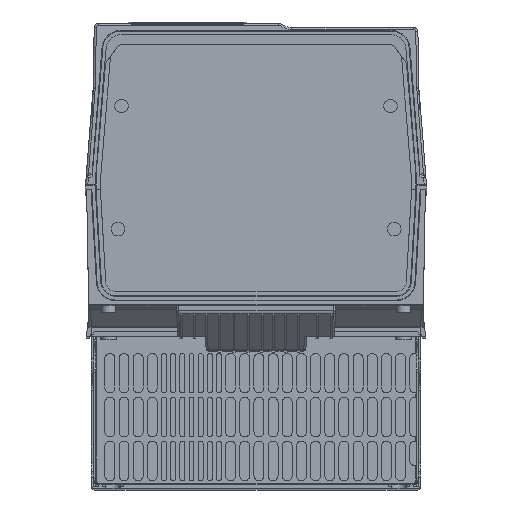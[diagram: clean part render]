
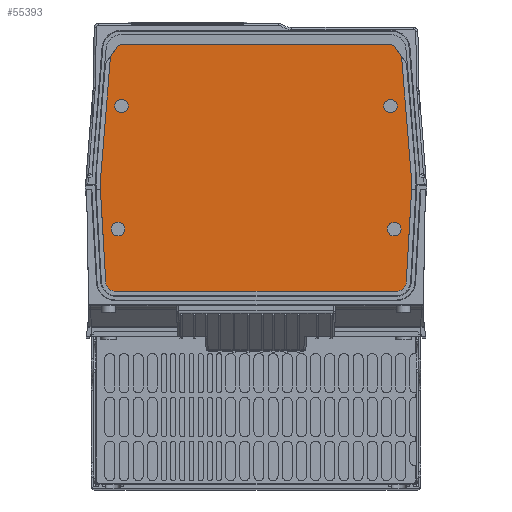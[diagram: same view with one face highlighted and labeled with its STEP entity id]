
A CAD part, top view. The second image highlights one B-rep face of the part: STEP entity #55393.
In plain terms, the highlighted planar face has unit normal (0, 0, 1).
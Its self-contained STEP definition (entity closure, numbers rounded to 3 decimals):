
#11891=CARTESIAN_POINT('',(3.712,7.835,6.457));
#11892=DIRECTION('',(0.,0.,-1.));
#11893=DIRECTION('',(0.,1.,0.));
#11894=AXIS2_PLACEMENT_3D('',#11891,#11892,#11893);
#11896=DIRECTION('',(0.081,-0.997,0.));
#11897=VECTOR('',#11896,3.716);
#11898=CARTESIAN_POINT('',(3.987,7.857,6.457));
#11899=LINE('',#11898,#11897);
#11900=CARTESIAN_POINT('',(4.015,4.131,6.457));
#11901=DIRECTION('',(0.,0.,-1.));
#11902=DIRECTION('',(0.997,0.081,0.));
#11903=AXIS2_PLACEMENT_3D('',#11900,#11901,#11902);
#11905=DIRECTION('',(-0.058,-0.998,0.));
#11906=VECTOR('',#11905,2.678);
#11907=CARTESIAN_POINT('',(4.29,4.115,6.457));
#11908=LINE('',#11907,#11906);
#11909=CARTESIAN_POINT('',(3.86,1.457,6.457));
#11910=DIRECTION('',(0.,0.,-1.));
#11911=DIRECTION('',(0.998,-0.058,0.));
#11912=AXIS2_PLACEMENT_3D('',#11909,#11910,#11911);
#11914=DIRECTION('',(-1.,0.,0.));
#11915=VECTOR('',#11914,7.721);
#11916=CARTESIAN_POINT('',(3.86,1.181,6.457));
#11917=LINE('',#11916,#11915);
#11918=CARTESIAN_POINT('',(-3.86,1.457,
6.457));
#11919=DIRECTION('',(0.,0.,-1.));
#11920=DIRECTION('',(0.,-1.,0.));
#11921=AXIS2_PLACEMENT_3D('',#11918,#11919,#11920);
#11923=DIRECTION('',(-0.058,0.998,0.));
#11924=VECTOR('',#11923,2.678);
#11925=CARTESIAN_POINT('',(-4.136,1.441,
6.457));
#11926=LINE('',#11925,#11924);
#11927=CARTESIAN_POINT('',(-4.015,4.131,
6.457));
#11928=DIRECTION('',(0.,0.,-1.));
#11929=DIRECTION('',(-0.998,-0.058,0.));
#11930=AXIS2_PLACEMENT_3D('',#11927,#11928,#11929);
#11932=DIRECTION('',(0.081,0.997,0.));
#11933=VECTOR('',#11932,3.716);
#11934=CARTESIAN_POINT('',(-4.289,4.153,
6.457));
#11935=LINE('',#11934,#11933);
#11936=CARTESIAN_POINT('',(-3.712,7.835,
6.457));
#11937=DIRECTION('',(0.,0.,-1.));
#11938=DIRECTION('',(-0.997,0.081,0.));
#11939=AXIS2_PLACEMENT_3D('',#11936,#11937,#11938);
#11941=DIRECTION('',(1.,0.,0.));
#11942=VECTOR('',#11941,7.424);
#11943=CARTESIAN_POINT('',(-3.712,8.11,
6.457));
#11944=LINE('',#11943,#11942);
#11945=CARTESIAN_POINT('',(-3.701,6.28,
6.457));
#11946=DIRECTION('',(0.,0.,1.));
#11947=DIRECTION('',(1.,0.,0.));
#11948=AXIS2_PLACEMENT_3D('',#11945,#11946,#11947);
#11950=CARTESIAN_POINT('',(-3.701,6.28,
6.457));
#11951=DIRECTION('',(0.,0.,1.));
#11952=DIRECTION('',(-1.,0.,0.));
#11953=AXIS2_PLACEMENT_3D('',#11950,#11951,#11952);
#11955=CARTESIAN_POINT('',(-3.799,2.894,
6.457));
#11956=DIRECTION('',(0.,0.,1.));
#11957=DIRECTION('',(1.,0.,0.));
#11958=AXIS2_PLACEMENT_3D('',#11955,#11956,#11957);
#11960=CARTESIAN_POINT('',(-3.799,2.894,
6.457));
#11961=DIRECTION('',(0.,0.,1.));
#11962=DIRECTION('',(-1.,0.,0.));
#11963=AXIS2_PLACEMENT_3D('',#11960,#11961,#11962);
#11965=CARTESIAN_POINT('',(3.804,2.894,6.457));
#11966=DIRECTION('',(0.,0.,1.));
#11967=DIRECTION('',(1.,0.,0.));
#11968=AXIS2_PLACEMENT_3D('',#11965,#11966,#11967);
#11970=CARTESIAN_POINT('',(3.804,2.894,6.457));
#11971=DIRECTION('',(0.,0.,1.));
#11972=DIRECTION('',(-1.,0.,0.));
#11973=AXIS2_PLACEMENT_3D('',#11970,#11971,#11972);
#11975=CARTESIAN_POINT('',(3.701,6.28,6.457));
#11976=DIRECTION('',(0.,0.,1.));
#11977=DIRECTION('',(1.,0.,0.));
#11978=AXIS2_PLACEMENT_3D('',#11975,#11976,#11977);
#11980=CARTESIAN_POINT('',(3.701,6.28,6.457));
#11981=DIRECTION('',(0.,0.,1.));
#11982=DIRECTION('',(-1.,0.,0.));
#11983=AXIS2_PLACEMENT_3D('',#11980,#11981,#11982);
#29964=CARTESIAN_POINT('',(-3.987,7.857,
6.457));
#29965=VERTEX_POINT('',#29964);
#29966=CARTESIAN_POINT('',(-4.289,4.153,
6.457));
#29967=VERTEX_POINT('',#29966);
#29968=CARTESIAN_POINT('',(-3.712,8.11,
6.457));
#29969=VERTEX_POINT('',#29968);
#29970=CARTESIAN_POINT('',(3.712,8.11,6.457));
#29971=VERTEX_POINT('',#29970);
#29972=CARTESIAN_POINT('',(3.987,7.857,6.457));
#29973=VERTEX_POINT('',#29972);
#29974=CARTESIAN_POINT('',(4.289,4.153,6.457));
#29975=VERTEX_POINT('',#29974);
#29976=CARTESIAN_POINT('',(4.29,4.115,6.457));
#29977=VERTEX_POINT('',#29976);
#29978=CARTESIAN_POINT('',(4.136,1.441,6.457));
#29979=VERTEX_POINT('',#29978);
#29980=CARTESIAN_POINT('',(3.86,1.181,6.457));
#29981=VERTEX_POINT('',#29980);
#29982=CARTESIAN_POINT('',(-3.86,1.181,
6.457));
#29983=VERTEX_POINT('',#29982);
#29984=CARTESIAN_POINT('',(-4.136,1.441,
6.457));
#29985=VERTEX_POINT('',#29984);
#29986=CARTESIAN_POINT('',(-4.29,4.115,
6.457));
#29987=VERTEX_POINT('',#29986);
#34705=CARTESIAN_POINT('',(-3.514,6.28,
6.457));
#34706=CARTESIAN_POINT('',(-3.888,6.28,
6.457));
#34707=VERTEX_POINT('',#34705);
#34708=VERTEX_POINT('',#34706);
#34709=CARTESIAN_POINT('',(-3.612,2.894,
6.457));
#34710=CARTESIAN_POINT('',(-3.986,2.894,
6.457));
#34711=VERTEX_POINT('',#34709);
#34712=VERTEX_POINT('',#34710);
#34713=CARTESIAN_POINT('',(3.991,2.894,6.457));
#34714=CARTESIAN_POINT('',(3.617,2.894,6.457));
#34715=VERTEX_POINT('',#34713);
#34716=VERTEX_POINT('',#34714);
#34717=CARTESIAN_POINT('',(3.884,6.28,6.457));
#34718=CARTESIAN_POINT('',(3.518,6.28,6.457));
#34719=VERTEX_POINT('',#34717);
#34720=VERTEX_POINT('',#34718);
#55350=CARTESIAN_POINT('',(0.,8.661,6.457));
#55351=DIRECTION('',(0.,0.,-1.));
#55352=DIRECTION('',(-1.,0.,0.));
#55353=AXIS2_PLACEMENT_3D('',#55350,#55351,#55352);
#55354=PLANE('',#55353);
#55355=ORIENTED_EDGE('',*,*,#55057,.T.);
#55356=ORIENTED_EDGE('',*,*,#55083,.T.);
#55357=ORIENTED_EDGE('',*,*,#55108,.T.);
#55358=ORIENTED_EDGE('',*,*,#55136,.T.);
#55359=ORIENTED_EDGE('',*,*,#55208,.T.);
#55360=ORIENTED_EDGE('',*,*,#55234,.T.);
#55361=ORIENTED_EDGE('',*,*,#55260,.T.);
#55362=ORIENTED_EDGE('',*,*,#55289,.T.);
#55363=ORIENTED_EDGE('',*,*,#55332,.T.);
#55364=ORIENTED_EDGE('',*,*,#54977,.T.);
#55365=ORIENTED_EDGE('',*,*,#55005,.T.);
#55366=ORIENTED_EDGE('',*,*,#55031,.T.);
#55367=EDGE_LOOP('',(#55355,#55356,#55357,#55358,#55359,#55360,#55361,#55362,
#55363,#55364,#55365,#55366));
#55368=FACE_OUTER_BOUND('',#55367,.F.);
#55370=ORIENTED_EDGE('',*,*,#55369,.T.);
#55372=ORIENTED_EDGE('',*,*,#55371,.T.);
#55373=EDGE_LOOP('',(#55370,#55372));
#55374=FACE_BOUND('',#55373,.F.);
#55376=ORIENTED_EDGE('',*,*,#55375,.T.);
#55378=ORIENTED_EDGE('',*,*,#55377,.T.);
#55379=EDGE_LOOP('',(#55376,#55378));
#55380=FACE_BOUND('',#55379,.F.);
#55382=ORIENTED_EDGE('',*,*,#55381,.T.);
#55384=ORIENTED_EDGE('',*,*,#55383,.T.);
#55385=EDGE_LOOP('',(#55382,#55384));
#55386=FACE_BOUND('',#55385,.F.);
#55388=ORIENTED_EDGE('',*,*,#55387,.T.);
#55390=ORIENTED_EDGE('',*,*,#55389,.T.);
#55391=EDGE_LOOP('',(#55388,#55390));
#55392=FACE_BOUND('',#55391,.F.);
#55393=ADVANCED_FACE('',(#55368,#55374,#55380,#55386,#55392),#55354,.F.);
#11895=CIRCLE('',#11894,0.276);
#11904=CIRCLE('',#11903,0.276);
#11913=CIRCLE('',#11912,0.276);
#11922=CIRCLE('',#11921,0.276);
#11931=CIRCLE('',#11930,0.276);
#11940=CIRCLE('',#11939,0.276);
#11949=CIRCLE('',#11948,0.187);
#11954=CIRCLE('',#11953,0.187);
#11959=CIRCLE('',#11958,0.187);
#11964=CIRCLE('',#11963,0.187);
#11969=CIRCLE('',#11968,0.187);
#11974=CIRCLE('',#11973,0.187);
#11979=CIRCLE('',#11978,0.183);
#11984=CIRCLE('',#11983,0.183);
#54977=EDGE_CURVE('',#29967,#29965,#11935,.T.);
#55005=EDGE_CURVE('',#29965,#29969,#11940,.T.);
#55031=EDGE_CURVE('',#29969,#29971,#11944,.T.);
#55057=EDGE_CURVE('',#29971,#29973,#11895,.T.);
#55083=EDGE_CURVE('',#29973,#29975,#11899,.T.);
#55108=EDGE_CURVE('',#29975,#29977,#11904,.T.);
#55136=EDGE_CURVE('',#29977,#29979,#11908,.T.);
#55208=EDGE_CURVE('',#29979,#29981,#11913,.T.);
#55234=EDGE_CURVE('',#29981,#29983,#11917,.T.);
#55260=EDGE_CURVE('',#29983,#29985,#11922,.T.);
#55289=EDGE_CURVE('',#29985,#29987,#11926,.T.);
#55332=EDGE_CURVE('',#29987,#29967,#11931,.T.);
#55369=EDGE_CURVE('',#34707,#34708,#11949,.T.);
#55371=EDGE_CURVE('',#34708,#34707,#11954,.T.);
#55375=EDGE_CURVE('',#34711,#34712,#11959,.T.);
#55377=EDGE_CURVE('',#34712,#34711,#11964,.T.);
#55381=EDGE_CURVE('',#34715,#34716,#11969,.T.);
#55383=EDGE_CURVE('',#34716,#34715,#11974,.T.);
#55387=EDGE_CURVE('',#34719,#34720,#11979,.T.);
#55389=EDGE_CURVE('',#34720,#34719,#11984,.T.);
